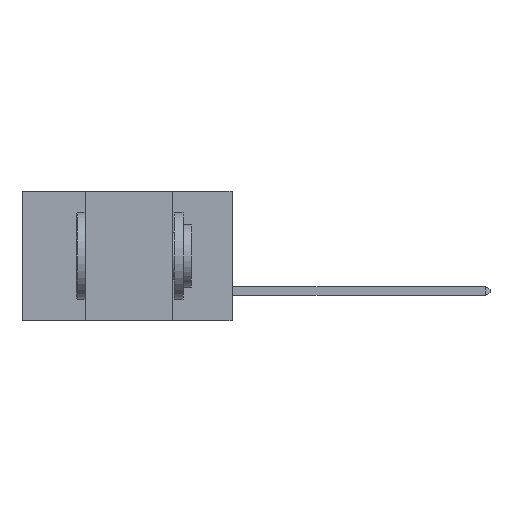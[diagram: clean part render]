
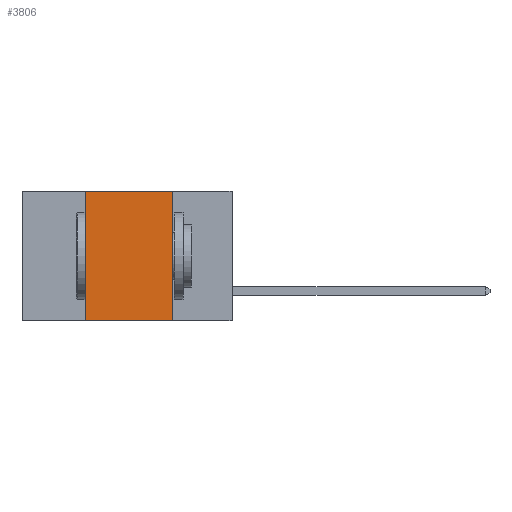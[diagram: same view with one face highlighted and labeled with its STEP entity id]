
A CAD part, left-side view. The second image highlights one B-rep face of the part: STEP entity #3806.
In plain terms, the highlighted planar face has unit normal (-1, 0, 0).
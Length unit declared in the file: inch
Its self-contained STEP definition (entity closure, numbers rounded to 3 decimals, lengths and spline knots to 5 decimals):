
#366 = VERTEX_POINT ( 'NONE', #5458 ) ;
#746 = EDGE_CURVE ( 'NONE', #20929, #366, #1499, .T. ) ;
#888 = VECTOR ( 'NONE', #13490, 39.37008 ) ;
#1355 = DIRECTION ( 'NONE',  ( 0., 0., -1. ) ) ;
#1499 = LINE ( 'NONE', #15939, #16038 ) ;
#2037 = DIRECTION ( 'NONE',  ( 0., -1., 0. ) ) ;
#2181 = CARTESIAN_POINT ( 'NONE',  ( 0., 0.42, 0. ) ) ;
#3102 = ORIENTED_EDGE ( 'NONE', *, *, #19513, .T. ) ;
#3806 = ADVANCED_FACE ( 'NONE', ( #12637 ), #10810, .F. ) ;
#5217 = CARTESIAN_POINT ( 'NONE',  ( 0., 0.42, 0. ) ) ;
#5458 = CARTESIAN_POINT ( 'NONE',  ( 0., 0.17, 0. ) ) ;
#5574 = VERTEX_POINT ( 'NONE', #12810 ) ;
#7206 = LINE ( 'NONE', #2181, #888 ) ;
#8371 = AXIS2_PLACEMENT_3D ( 'NONE', #16278, #19105, #12781 ) ;
#9245 = VECTOR ( 'NONE', #1355, 39.37008 ) ;
#10801 = CARTESIAN_POINT ( 'NONE',  ( 0., 0.17, 0. ) ) ;
#10810 = PLANE ( 'NONE',  #8371 ) ;
#11360 = EDGE_LOOP ( 'NONE', ( #20804, #11935, #17601, #3102 ) ) ;
#11935 = ORIENTED_EDGE ( 'NONE', *, *, #746, .F. ) ;
#11953 = VECTOR ( 'NONE', #2037, 39.37008 ) ;
#12440 = VERTEX_POINT ( 'NONE', #23308 ) ;
#12637 = FACE_OUTER_BOUND ( 'NONE', #11360, .T. ) ;
#12781 = DIRECTION ( 'NONE',  ( 0., 0., -1. ) ) ;
#12810 = CARTESIAN_POINT ( 'NONE',  ( 0., 0.42, -0.37 ) ) ;
#13345 = CARTESIAN_POINT ( 'NONE',  ( 0., 0.6, -0.37 ) ) ;
#13490 = DIRECTION ( 'NONE',  ( 0., 0., 1. ) ) ;
#15939 = CARTESIAN_POINT ( 'NONE',  ( 0., 0.6, 0. ) ) ;
#16038 = VECTOR ( 'NONE', #20347, 39.37008 ) ;
#16278 = CARTESIAN_POINT ( 'NONE',  ( 0., 0.6, 0. ) ) ;
#16453 = LINE ( 'NONE', #13345, #11953 ) ;
#16577 = EDGE_CURVE ( 'NONE', #366, #12440, #19892, .T. ) ;
#17601 = ORIENTED_EDGE ( 'NONE', *, *, #21886, .F. ) ;
#19105 = DIRECTION ( 'NONE',  ( 1., 0., 0. ) ) ;
#19513 = EDGE_CURVE ( 'NONE', #5574, #12440, #16453, .T. ) ;
#19892 = LINE ( 'NONE', #10801, #9245 ) ;
#20347 = DIRECTION ( 'NONE',  ( 0., -1., 0. ) ) ;
#20804 = ORIENTED_EDGE ( 'NONE', *, *, #16577, .F. ) ;
#20929 = VERTEX_POINT ( 'NONE', #5217 ) ;
#21886 = EDGE_CURVE ( 'NONE', #5574, #20929, #7206, .T. ) ;
#23308 = CARTESIAN_POINT ( 'NONE',  ( 0., 0.17, -0.37 ) ) ;
